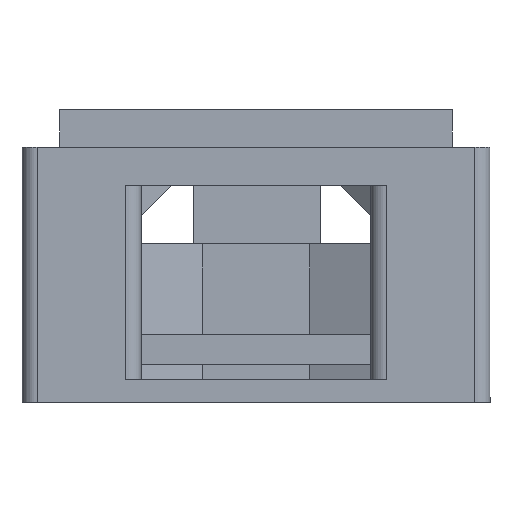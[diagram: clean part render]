
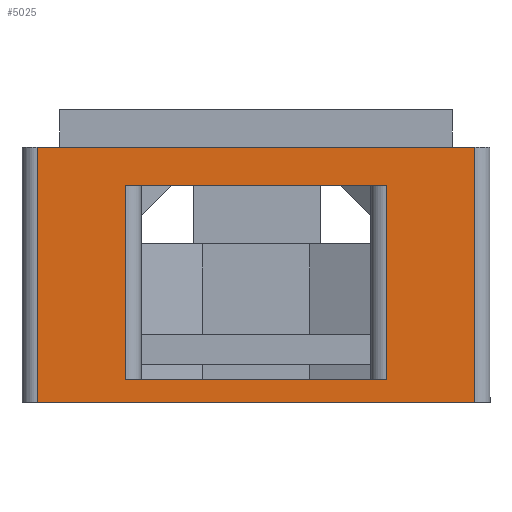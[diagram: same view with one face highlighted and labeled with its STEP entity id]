
A CAD part, front view. The second image highlights one B-rep face of the part: STEP entity #5025.
In plain terms, the highlighted planar face has unit normal (0, -1, 0).
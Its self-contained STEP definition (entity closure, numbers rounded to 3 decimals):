
#31=FACE_BOUND('',#2058,.T.);
#174=PLANE('',#5330);
#336=LINE('',#7039,#1013);
#505=LINE('',#7388,#1182);
#651=LINE('',#7690,#1328);
#778=LINE('',#7941,#1455);
#779=LINE('',#7943,#1456);
#780=LINE('',#7945,#1457);
#781=LINE('',#7947,#1458);
#782=LINE('',#7948,#1459);
#1013=VECTOR('',#5606,10.);
#1182=VECTOR('',#5871,10.);
#1328=VECTOR('',#6089,10.);
#1455=VECTOR('',#6340,10.);
#1456=VECTOR('',#6343,10.);
#1457=VECTOR('',#6344,10.);
#1458=VECTOR('',#6345,10.);
#1459=VECTOR('',#6346,10.);
#1805=FACE_OUTER_BOUND('',#2057,.T.);
#2057=EDGE_LOOP('',(#4332,#4333,#4334,#4335));
#2058=EDGE_LOOP('',(#4336,#4337,#4338,#4339));
#2262=VERTEX_POINT('',#7036);
#2263=VERTEX_POINT('',#7038);
#2394=VERTEX_POINT('',#7385);
#2395=VERTEX_POINT('',#7387);
#2514=VERTEX_POINT('',#7687);
#2515=VERTEX_POINT('',#7689);
#2578=VERTEX_POINT('',#7944);
#2579=VERTEX_POINT('',#7946);
#2757=EDGE_CURVE('',#2263,#2262,#336,.T.);
#2933=EDGE_CURVE('',#2395,#2394,#505,.T.);
#3089=EDGE_CURVE('',#2514,#2515,#651,.T.);
#3218=EDGE_CURVE('',#2515,#2394,#778,.T.);
#3219=EDGE_CURVE('',#2395,#2514,#779,.T.);
#3220=EDGE_CURVE('',#2578,#2262,#780,.T.);
#3221=EDGE_CURVE('',#2579,#2578,#781,.T.);
#3222=EDGE_CURVE('',#2263,#2579,#782,.T.);
#4332=ORIENTED_EDGE('',*,*,#3089,.F.);
#4333=ORIENTED_EDGE('',*,*,#3219,.F.);
#4334=ORIENTED_EDGE('',*,*,#2933,.T.);
#4335=ORIENTED_EDGE('',*,*,#3218,.F.);
#4336=ORIENTED_EDGE('',*,*,#2757,.T.);
#4337=ORIENTED_EDGE('',*,*,#3220,.F.);
#4338=ORIENTED_EDGE('',*,*,#3221,.F.);
#4339=ORIENTED_EDGE('',*,*,#3222,.F.);
#5025=ADVANCED_FACE('',(#1805,#31),#174,.T.);
#5330=AXIS2_PLACEMENT_3D('',#7942,#6341,#6342);
#5606=DIRECTION('',(1.,0.,0.));
#5871=DIRECTION('',(1.,0.,0.));
#6089=DIRECTION('',(1.,0.,0.));
#6340=DIRECTION('',(0.,0.,-1.));
#6341=DIRECTION('center_axis',(0.,-1.,0.));
#6342=DIRECTION('ref_axis',(1.,0.,0.));
#6343=DIRECTION('',(0.,0.,1.));
#6344=DIRECTION('',(0.,0.,1.));
#6345=DIRECTION('',(1.,0.,0.));
#6346=DIRECTION('',(0.,0.,-1.));
#7036=CARTESIAN_POINT('',(17.229,-28.9,28.8));
#7038=CARTESIAN_POINT('',(-17.229,-28.9,28.8));
#7039=CARTESIAN_POINT('',(17.229,-28.9,28.8));
#7385=CARTESIAN_POINT('',(29.,-28.9,0.));
#7387=CARTESIAN_POINT('',(-29.,-28.9,0.));
#7388=CARTESIAN_POINT('',(-31.,-28.9,0.));
#7687=CARTESIAN_POINT('',(-29.,-28.9,33.8));
#7689=CARTESIAN_POINT('',(29.,-28.9,33.8));
#7690=CARTESIAN_POINT('',(-29.,-28.9,33.8));
#7941=CARTESIAN_POINT('',(29.,-28.9,0.));
#7942=CARTESIAN_POINT('Origin',(-31.,-28.9,0.));
#7943=CARTESIAN_POINT('',(-29.,-28.9,0.));
#7944=CARTESIAN_POINT('',(17.229,-28.9,3.));
#7945=CARTESIAN_POINT('',(17.229,-28.9,1.5));
#7946=CARTESIAN_POINT('',(-17.229,-28.9,3.));
#7947=CARTESIAN_POINT('',(-31.,-28.9,3.));
#7948=CARTESIAN_POINT('',(-17.229,-28.9,1.5));
